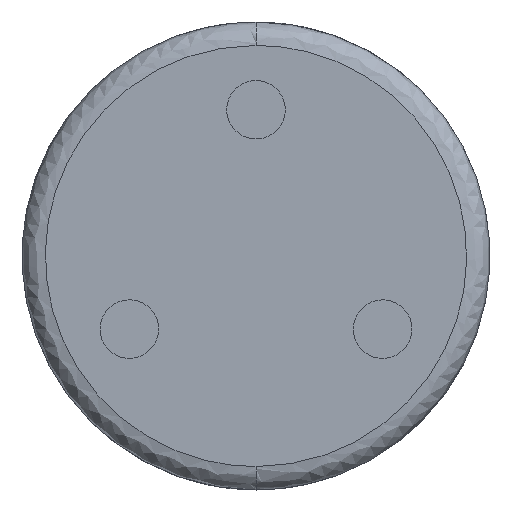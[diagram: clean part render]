
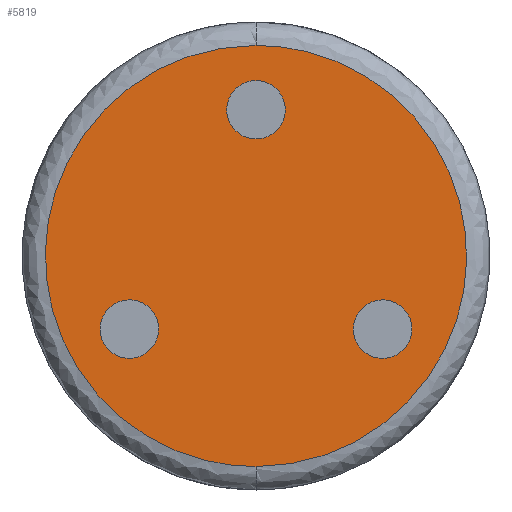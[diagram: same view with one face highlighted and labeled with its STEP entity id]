
A CAD part, front view. The second image highlights one B-rep face of the part: STEP entity #5819.
In plain terms, the highlighted free-form (B-spline) face has degree [1, 1] with [2, 2] control points.
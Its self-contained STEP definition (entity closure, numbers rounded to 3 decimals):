
#5205 = VERTEX_POINT('',#5206);
#5206 = CARTESIAN_POINT('',(-1.071,-2.968,
    -0.866));
#5211 = EDGE_CURVE('',#5205,#5212,#5214,.T.);
#5212 = VERTEX_POINT('',#5213);
#5213 = CARTESIAN_POINT('',(-1.071,-2.968,
    -0.371));
#5214 = ( BOUNDED_CURVE() B_SPLINE_CURVE(2,(#5215,#5216,#5217,#5218,
#5219),.UNSPECIFIED.,.F.,.F.) B_SPLINE_CURVE_WITH_KNOTS((3,2,3),(0.,
1.571,3.142),.PIECEWISE_BEZIER_KNOTS.) CURVE() 
GEOMETRIC_REPRESENTATION_ITEM() RATIONAL_B_SPLINE_CURVE((1.,
0.707,1.,0.707,1.)) REPRESENTATION_ITEM('') );
#5215 = CARTESIAN_POINT('',(-1.071,-2.968,
    -0.866));
#5216 = CARTESIAN_POINT('',(-0.824,-2.968,
    -0.866));
#5217 = CARTESIAN_POINT('',(-0.824,-2.968,
    -0.618));
#5218 = CARTESIAN_POINT('',(-0.824,-2.968,
    -0.371));
#5219 = CARTESIAN_POINT('',(-1.071,-2.968,
    -0.371));
#5253 = VERTEX_POINT('',#5254);
#5254 = CARTESIAN_POINT('',(1.071,-2.968,
    -0.866));
#5259 = EDGE_CURVE('',#5253,#5260,#5262,.T.);
#5260 = VERTEX_POINT('',#5261);
#5261 = CARTESIAN_POINT('',(1.071,-2.968,
    -0.371));
#5262 = ( BOUNDED_CURVE() B_SPLINE_CURVE(2,(#5263,#5264,#5265,#5266,
#5267),.UNSPECIFIED.,.F.,.F.) B_SPLINE_CURVE_WITH_KNOTS((3,2,3),(0.,
1.571,3.142),.PIECEWISE_BEZIER_KNOTS.) CURVE() 
GEOMETRIC_REPRESENTATION_ITEM() RATIONAL_B_SPLINE_CURVE((1.,
0.707,1.,0.707,1.)) REPRESENTATION_ITEM('') );
#5263 = CARTESIAN_POINT('',(1.071,-2.968,
    -0.866));
#5264 = CARTESIAN_POINT('',(1.318,-2.968,
    -0.866));
#5265 = CARTESIAN_POINT('',(1.318,-2.968,
    -0.618));
#5266 = CARTESIAN_POINT('',(1.318,-2.968,
    -0.371));
#5267 = CARTESIAN_POINT('',(1.071,-2.968,
    -0.371));
#5301 = VERTEX_POINT('',#5302);
#5302 = CARTESIAN_POINT('',(0.,-2.968,
    0.989));
#5307 = EDGE_CURVE('',#5301,#5308,#5310,.T.);
#5308 = VERTEX_POINT('',#5309);
#5309 = CARTESIAN_POINT('',(0.,-2.968,1.484));
#5310 = ( BOUNDED_CURVE() B_SPLINE_CURVE(2,(#5311,#5312,#5313,#5314,
#5315),.UNSPECIFIED.,.F.,.F.) B_SPLINE_CURVE_WITH_KNOTS((3,2,3),(0.,
1.571,3.142),.PIECEWISE_BEZIER_KNOTS.) CURVE() 
GEOMETRIC_REPRESENTATION_ITEM() RATIONAL_B_SPLINE_CURVE((1.,
0.707,1.,0.707,1.)) REPRESENTATION_ITEM('') );
#5311 = CARTESIAN_POINT('',(0.,-2.968,0.989));
#5312 = CARTESIAN_POINT('',(0.247,-2.968,
    0.989));
#5313 = CARTESIAN_POINT('',(0.247,-2.968,
    1.237));
#5314 = CARTESIAN_POINT('',(0.247,-2.968,
    1.484));
#5315 = CARTESIAN_POINT('',(0.,-2.968,
    1.484));
#5349 = VERTEX_POINT('',#5350);
#5350 = CARTESIAN_POINT('',(0.,-2.968,
    1.781));
#5356 = EDGE_CURVE('',#5357,#5349,#5359,.T.);
#5357 = VERTEX_POINT('',#5358);
#5358 = CARTESIAN_POINT('',(0.,-2.968,-1.781));
#5359 = ( BOUNDED_CURVE() B_SPLINE_CURVE(2,(#5360,#5361,#5362,#5363,
#5364),.UNSPECIFIED.,.F.,.F.) B_SPLINE_CURVE_WITH_KNOTS((3,2,3),(0.,
1.571,3.142),.PIECEWISE_BEZIER_KNOTS.) CURVE() 
GEOMETRIC_REPRESENTATION_ITEM() RATIONAL_B_SPLINE_CURVE((1.,
0.707,1.,0.707,1.)) REPRESENTATION_ITEM('') );
#5360 = CARTESIAN_POINT('',(0.,-2.968,-1.781));
#5361 = CARTESIAN_POINT('',(1.781,-2.968,
    -1.781));
#5362 = CARTESIAN_POINT('',(1.781,-2.968,
    0.));
#5363 = CARTESIAN_POINT('',(1.781,-2.968,
    1.781));
#5364 = CARTESIAN_POINT('',(0.,-2.968,
    1.781));
#5819 = ADVANCED_FACE('',(#5820,#5831,#5842,#5853),#5864,.T.);
#5820 = FACE_BOUND('',#5821,.T.);
#5821 = EDGE_LOOP('',(#5822,#5830));
#5822 = ORIENTED_EDGE('',*,*,#5823,.F.);
#5823 = EDGE_CURVE('',#5212,#5205,#5824,.T.);
#5824 = ( BOUNDED_CURVE() B_SPLINE_CURVE(2,(#5825,#5826,#5827,#5828,
#5829),.UNSPECIFIED.,.F.,.F.) B_SPLINE_CURVE_WITH_KNOTS((3,2,3),(
    3.142,4.712,6.283),
.PIECEWISE_BEZIER_KNOTS.) CURVE() GEOMETRIC_REPRESENTATION_ITEM() 
RATIONAL_B_SPLINE_CURVE((1.,0.707,1.,0.707,1.)) 
REPRESENTATION_ITEM('') );
#5825 = CARTESIAN_POINT('',(-1.071,-2.968,
    -0.371));
#5826 = CARTESIAN_POINT('',(-1.318,-2.968,
    -0.371));
#5827 = CARTESIAN_POINT('',(-1.318,-2.968,
    -0.618));
#5828 = CARTESIAN_POINT('',(-1.318,-2.968,
    -0.866));
#5829 = CARTESIAN_POINT('',(-1.071,-2.968,
    -0.866));
#5830 = ORIENTED_EDGE('',*,*,#5211,.F.);
#5831 = FACE_BOUND('',#5832,.T.);
#5832 = EDGE_LOOP('',(#5833,#5841));
#5833 = ORIENTED_EDGE('',*,*,#5834,.F.);
#5834 = EDGE_CURVE('',#5260,#5253,#5835,.T.);
#5835 = ( BOUNDED_CURVE() B_SPLINE_CURVE(2,(#5836,#5837,#5838,#5839,
#5840),.UNSPECIFIED.,.F.,.F.) B_SPLINE_CURVE_WITH_KNOTS((3,2,3),(
    3.142,4.712,6.283),
.PIECEWISE_BEZIER_KNOTS.) CURVE() GEOMETRIC_REPRESENTATION_ITEM() 
RATIONAL_B_SPLINE_CURVE((1.,0.707,1.,0.707,1.)) 
REPRESENTATION_ITEM('') );
#5836 = CARTESIAN_POINT('',(1.071,-2.968,
    -0.371));
#5837 = CARTESIAN_POINT('',(0.824,-2.968,
    -0.371));
#5838 = CARTESIAN_POINT('',(0.824,-2.968,
    -0.618));
#5839 = CARTESIAN_POINT('',(0.824,-2.968,
    -0.866));
#5840 = CARTESIAN_POINT('',(1.071,-2.968,
    -0.866));
#5841 = ORIENTED_EDGE('',*,*,#5259,.F.);
#5842 = FACE_BOUND('',#5843,.T.);
#5843 = EDGE_LOOP('',(#5844,#5852));
#5844 = ORIENTED_EDGE('',*,*,#5845,.F.);
#5845 = EDGE_CURVE('',#5308,#5301,#5846,.T.);
#5846 = ( BOUNDED_CURVE() B_SPLINE_CURVE(2,(#5847,#5848,#5849,#5850,
#5851),.UNSPECIFIED.,.F.,.F.) B_SPLINE_CURVE_WITH_KNOTS((3,2,3),(
    3.142,4.712,6.283),
.PIECEWISE_BEZIER_KNOTS.) CURVE() GEOMETRIC_REPRESENTATION_ITEM() 
RATIONAL_B_SPLINE_CURVE((1.,0.707,1.,0.707,1.)) 
REPRESENTATION_ITEM('') );
#5847 = CARTESIAN_POINT('',(0.,-2.968,
    1.484));
#5848 = CARTESIAN_POINT('',(-0.247,-2.968,
    1.484));
#5849 = CARTESIAN_POINT('',(-0.247,-2.968,
    1.237));
#5850 = CARTESIAN_POINT('',(-0.247,-2.968,
    0.989));
#5851 = CARTESIAN_POINT('',(0.,-2.968,
    0.989));
#5852 = ORIENTED_EDGE('',*,*,#5307,.F.);
#5853 = FACE_BOUND('',#5854,.T.);
#5854 = EDGE_LOOP('',(#5855,#5856));
#5855 = ORIENTED_EDGE('',*,*,#5356,.T.);
#5856 = ORIENTED_EDGE('',*,*,#5857,.T.);
#5857 = EDGE_CURVE('',#5349,#5357,#5858,.T.);
#5858 = ( BOUNDED_CURVE() B_SPLINE_CURVE(2,(#5859,#5860,#5861,#5862,
#5863),.UNSPECIFIED.,.F.,.F.) B_SPLINE_CURVE_WITH_KNOTS((3,2,3),(
    3.142,4.712,6.283),
.PIECEWISE_BEZIER_KNOTS.) CURVE() GEOMETRIC_REPRESENTATION_ITEM() 
RATIONAL_B_SPLINE_CURVE((1.,0.707,1.,0.707,1.)) 
REPRESENTATION_ITEM('') );
#5859 = CARTESIAN_POINT('',(0.,-2.968,
    1.781));
#5860 = CARTESIAN_POINT('',(-1.781,-2.968,
    1.781));
#5861 = CARTESIAN_POINT('',(-1.781,-2.968,
    0.));
#5862 = CARTESIAN_POINT('',(-1.781,-2.968,
    -1.781));
#5863 = CARTESIAN_POINT('',(0.,-2.968,
    -1.781));
#5864 = B_SPLINE_SURFACE_WITH_KNOTS('',1,1,(
    (#5865,#5866)
    ,(#5867,#5868
    )),.UNSPECIFIED.,.F.,.F.,.F.,(2,2),(2,2),(-1.8,1.8),(-1.8,1.8),
  .PIECEWISE_BEZIER_KNOTS.);
#5865 = CARTESIAN_POINT('',(1.781,-2.968,
    -1.781));
#5866 = CARTESIAN_POINT('',(-1.781,-2.968,
    -1.781));
#5867 = CARTESIAN_POINT('',(1.781,-2.968,
    1.781));
#5868 = CARTESIAN_POINT('',(-1.781,-2.968,
    1.781));
